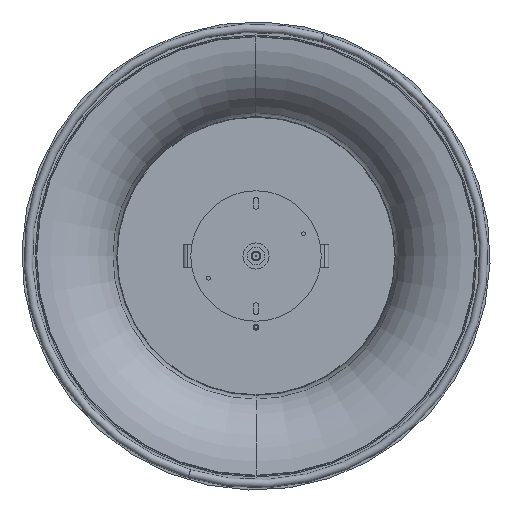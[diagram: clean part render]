
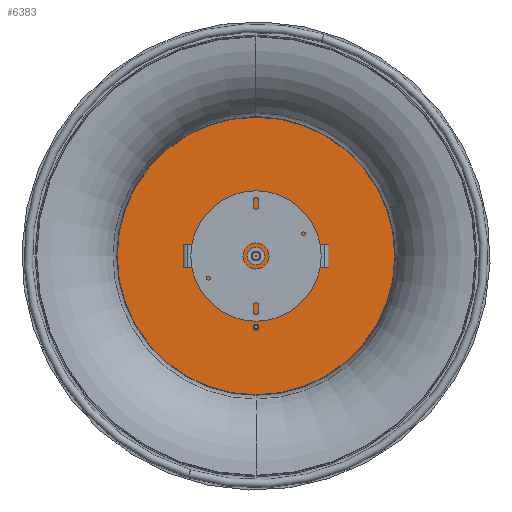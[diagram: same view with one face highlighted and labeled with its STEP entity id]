
A CAD part, front view. The second image highlights one B-rep face of the part: STEP entity #6383.
In plain terms, the highlighted face is planar.
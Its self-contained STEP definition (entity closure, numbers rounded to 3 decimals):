
#79 = EDGE_LOOP ( 'NONE', ( #1365, #7203 ) ) ;
#97 = VERTEX_POINT ( 'NONE', #1274 ) ;
#179 = EDGE_CURVE ( 'NONE', #6108, #7883, #5742, .T. ) ;
#197 = CARTESIAN_POINT ( 'NONE',  ( 0., 1., -18.1 ) ) ;
#310 = DIRECTION ( 'NONE',  ( 0., -1., 0. ) ) ;
#336 = ORIENTED_EDGE ( 'NONE', *, *, #10605, .F. ) ;
#375 = ORIENTED_EDGE ( 'NONE', *, *, #7996, .F. ) ;
#402 = EDGE_CURVE ( 'NONE', #634, #4963, #10503, .T. ) ;
#534 = ORIENTED_EDGE ( 'NONE', *, *, #7375, .F. ) ;
#634 = VERTEX_POINT ( 'NONE', #1483 ) ;
#635 = CARTESIAN_POINT ( 'NONE',  ( 0., 1., 117.077 ) ) ;
#867 = EDGE_CURVE ( 'NONE', #8519, #4742, #9596, .T. ) ;
#1184 = CARTESIAN_POINT ( 'NONE',  ( 0., 1., -7.5 ) ) ;
#1274 = CARTESIAN_POINT ( 'NONE',  ( 0., 1., -117.077 ) ) ;
#1359 = DIRECTION ( 'NONE',  ( 0., 0., 1. ) ) ;
#1365 = ORIENTED_EDGE ( 'NONE', *, *, #8135, .F. ) ;
#1382 = CARTESIAN_POINT ( 'NONE',  ( 0., 1., -16. ) ) ;
#1417 = CIRCLE ( 'NONE', #7819, 7.5 ) ;
#1483 = CARTESIAN_POINT ( 'NONE',  ( 13.856, 1., 10.1 ) ) ;
#1775 = EDGE_CURVE ( 'NONE', #4742, #8519, #7801, .T. ) ;
#1789 = VERTEX_POINT ( 'NONE', #4134 ) ;
#1821 = AXIS2_PLACEMENT_3D ( 'NONE', #10269, #6786, #4070 ) ;
#2003 = ORIENTED_EDGE ( 'NONE', *, *, #4659, .F. ) ;
#2096 = EDGE_LOOP ( 'NONE', ( #2825, #3270 ) ) ;
#2113 = CARTESIAN_POINT ( 'NONE',  ( -13.856, 1., 5.9 ) ) ;
#2201 = CARTESIAN_POINT ( 'NONE',  ( 0., 1., 0. ) ) ;
#2215 = CARTESIAN_POINT ( 'NONE',  ( 13.856, 1., 8. ) ) ;
#2221 = DIRECTION ( 'NONE',  ( 0., 0., 1. ) ) ;
#2489 = CIRCLE ( 'NONE', #8900, 2.5 ) ;
#2650 = CARTESIAN_POINT ( 'NONE',  ( 26.5, 1., 2.5 ) ) ;
#2804 = CARTESIAN_POINT ( 'NONE',  ( 0., 1., 7.5 ) ) ;
#2825 = ORIENTED_EDGE ( 'NONE', *, *, #867, .F. ) ;
#2837 = AXIS2_PLACEMENT_3D ( 'NONE', #10439, #4940, #5161 ) ;
#2916 = CARTESIAN_POINT ( 'NONE',  ( 0., 1., 0. ) ) ;
#2926 = VERTEX_POINT ( 'NONE', #2804 ) ;
#2977 = CARTESIAN_POINT ( 'NONE',  ( -26.5, 1., 2.5 ) ) ;
#3226 = VERTEX_POINT ( 'NONE', #4489 ) ;
#3249 = DIRECTION ( 'NONE',  ( 0., -1., 0. ) ) ;
#3270 = ORIENTED_EDGE ( 'NONE', *, *, #1775, .F. ) ;
#3324 = DIRECTION ( 'NONE',  ( 0., 1., 0. ) ) ;
#3369 = EDGE_CURVE ( 'NONE', #6091, #1789, #2489, .T. ) ;
#3456 = VERTEX_POINT ( 'NONE', #1184 ) ;
#3473 = FACE_BOUND ( 'NONE', #5452, .T. ) ;
#3628 = VERTEX_POINT ( 'NONE', #2650 ) ;
#4070 = DIRECTION ( 'NONE',  ( 0., 0., -1. ) ) ;
#4134 = CARTESIAN_POINT ( 'NONE',  ( -26.5, 1., -2.5 ) ) ;
#4183 = ORIENTED_EDGE ( 'NONE', *, *, #10722, .F. ) ;
#4260 = EDGE_LOOP ( 'NONE', ( #2003, #534 ) ) ;
#4286 = CARTESIAN_POINT ( 'NONE',  ( 0., 1., -16. ) ) ;
#4489 = CARTESIAN_POINT ( 'NONE',  ( 26.5, 1., -2.5 ) ) ;
#4490 = DIRECTION ( 'NONE',  ( 0., 0., -1. ) ) ;
#4646 = AXIS2_PLACEMENT_3D ( 'NONE', #4710, #9191, #9076 ) ;
#4659 = EDGE_CURVE ( 'NONE', #2926, #3456, #1417, .T. ) ;
#4710 = CARTESIAN_POINT ( 'NONE',  ( -13.856, 1., 8. ) ) ;
#4742 = VERTEX_POINT ( 'NONE', #2113 ) ;
#4796 = AXIS2_PLACEMENT_3D ( 'NONE', #7843, #7206, #4490 ) ;
#4940 = DIRECTION ( 'NONE',  ( 0., 1., 0. ) ) ;
#4963 = VERTEX_POINT ( 'NONE', #9356 ) ;
#5054 = EDGE_LOOP ( 'NONE', ( #5557, #336 ) ) ;
#5161 = DIRECTION ( 'NONE',  ( 0., 0., 1. ) ) ;
#5187 = FACE_BOUND ( 'NONE', #9378, .T. ) ;
#5252 = DIRECTION ( 'NONE',  ( 0., 1., 0. ) ) ;
#5280 = EDGE_CURVE ( 'NONE', #1789, #6091, #9309, .T. ) ;
#5452 = EDGE_LOOP ( 'NONE', ( #9207, #10511 ) ) ;
#5557 = ORIENTED_EDGE ( 'NONE', *, *, #402, .F. ) ;
#5688 = DIRECTION ( 'NONE',  ( 0., 0., 1. ) ) ;
#5742 = CIRCLE ( 'NONE', #10864, 2.1 ) ;
#5851 = DIRECTION ( 'NONE',  ( 0., 0., 1. ) ) ;
#5890 = FACE_BOUND ( 'NONE', #2096, .T. ) ;
#6008 = FACE_BOUND ( 'NONE', #9123, .T. ) ;
#6017 = DIRECTION ( 'NONE',  ( 0., 0., 1. ) ) ;
#6091 = VERTEX_POINT ( 'NONE', #2977 ) ;
#6108 = VERTEX_POINT ( 'NONE', #197 ) ;
#6117 = FACE_BOUND ( 'NONE', #5054, .T. ) ;
#6184 = CIRCLE ( 'NONE', #7672, 2.1 ) ;
#6378 = DIRECTION ( 'NONE',  ( 0., 0., -1. ) ) ;
#6383 = ADVANCED_FACE ( 'NONE', ( #6008, #5187, #3473, #6117, #5890, #11207, #9509 ), #10255, .F. ) ;
#6673 = AXIS2_PLACEMENT_3D ( 'NONE', #2215, #10189, #8251 ) ;
#6786 = DIRECTION ( 'NONE',  ( 0., 1., 0. ) ) ;
#7203 = ORIENTED_EDGE ( 'NONE', *, *, #8739, .F. ) ;
#7206 = DIRECTION ( 'NONE',  ( 0., 1., 0. ) ) ;
#7224 = DIRECTION ( 'NONE',  ( 0., 0., 1. ) ) ;
#7299 = CARTESIAN_POINT ( 'NONE',  ( 13.856, 1., 8. ) ) ;
#7375 = EDGE_CURVE ( 'NONE', #3456, #2926, #8478, .T. ) ;
#7427 = EDGE_CURVE ( 'NONE', #7883, #6108, #9007, .T. ) ;
#7573 = CARTESIAN_POINT ( 'NONE',  ( -26.5, 1., 0. ) ) ;
#7672 = AXIS2_PLACEMENT_3D ( 'NONE', #7299, #3324, #5851 ) ;
#7739 = AXIS2_PLACEMENT_3D ( 'NONE', #1382, #8260, #10821 ) ;
#7801 = CIRCLE ( 'NONE', #2837, 2.1 ) ;
#7819 = AXIS2_PLACEMENT_3D ( 'NONE', #8351, #9940, #1359 ) ;
#7843 = CARTESIAN_POINT ( 'NONE',  ( 26.5, 1., 0. ) ) ;
#7883 = VERTEX_POINT ( 'NONE', #9503 ) ;
#7996 = EDGE_CURVE ( 'NONE', #3628, #3226, #11200, .T. ) ;
#8093 = ORIENTED_EDGE ( 'NONE', *, *, #3369, .F. ) ;
#8114 = CIRCLE ( 'NONE', #11208, 117.077 ) ;
#8135 = EDGE_CURVE ( 'NONE', #97, #9713, #8114, .T. ) ;
#8174 = CARTESIAN_POINT ( 'NONE',  ( -26.5, 1., 0. ) ) ;
#8251 = DIRECTION ( 'NONE',  ( 0., 0., 1. ) ) ;
#8260 = DIRECTION ( 'NONE',  ( 0., 1., 0. ) ) ;
#8351 = CARTESIAN_POINT ( 'NONE',  ( 0., 1., 0. ) ) ;
#8412 = DIRECTION ( 'NONE',  ( 0., 1., 0. ) ) ;
#8478 = CIRCLE ( 'NONE', #8657, 7.5 ) ;
#8519 = VERTEX_POINT ( 'NONE', #9350 ) ;
#8547 = DIRECTION ( 'NONE',  ( 0., 0., -1. ) ) ;
#8637 = ORIENTED_EDGE ( 'NONE', *, *, #5280, .F. ) ;
#8657 = AXIS2_PLACEMENT_3D ( 'NONE', #2916, #10764, #7224 ) ;
#8739 = EDGE_CURVE ( 'NONE', #9713, #97, #10268, .T. ) ;
#8900 = AXIS2_PLACEMENT_3D ( 'NONE', #8174, #8412, #5688 ) ;
#8980 = DIRECTION ( 'NONE',  ( 0., -1., 0. ) ) ;
#9007 = CIRCLE ( 'NONE', #7739, 2.1 ) ;
#9071 = CARTESIAN_POINT ( 'NONE',  ( 0., 1., 0. ) ) ;
#9076 = DIRECTION ( 'NONE',  ( 0., 0., 1. ) ) ;
#9123 = EDGE_LOOP ( 'NONE', ( #8093, #8637 ) ) ;
#9191 = DIRECTION ( 'NONE',  ( 0., 1., 0. ) ) ;
#9207 = ORIENTED_EDGE ( 'NONE', *, *, #7427, .F. ) ;
#9309 = CIRCLE ( 'NONE', #10752, 2.5 ) ;
#9350 = CARTESIAN_POINT ( 'NONE',  ( -13.856, 1., 10.1 ) ) ;
#9356 = CARTESIAN_POINT ( 'NONE',  ( 13.856, 1., 5.9 ) ) ;
#9378 = EDGE_LOOP ( 'NONE', ( #375, #4183 ) ) ;
#9503 = CARTESIAN_POINT ( 'NONE',  ( 0., 1., -13.9 ) ) ;
#9509 = FACE_OUTER_BOUND ( 'NONE', #79, .T. ) ;
#9596 = CIRCLE ( 'NONE', #4646, 2.1 ) ;
#9713 = VERTEX_POINT ( 'NONE', #635 ) ;
#9940 = DIRECTION ( 'NONE',  ( 0., 1., 0. ) ) ;
#10018 = DIRECTION ( 'NONE',  ( 0., 1., 0. ) ) ;
#10041 = CIRCLE ( 'NONE', #1821, 2.5 ) ;
#10189 = DIRECTION ( 'NONE',  ( 0., 1., 0. ) ) ;
#10255 = PLANE ( 'NONE',  #10743 ) ;
#10268 = CIRCLE ( 'NONE', #11165, 117.077 ) ;
#10269 = CARTESIAN_POINT ( 'NONE',  ( 26.5, 1., 0. ) ) ;
#10439 = CARTESIAN_POINT ( 'NONE',  ( -13.856, 1., 8. ) ) ;
#10503 = CIRCLE ( 'NONE', #6673, 2.1 ) ;
#10511 = ORIENTED_EDGE ( 'NONE', *, *, #179, .F. ) ;
#10605 = EDGE_CURVE ( 'NONE', #4963, #634, #6184, .T. ) ;
#10722 = EDGE_CURVE ( 'NONE', #3226, #3628, #10041, .T. ) ;
#10743 = AXIS2_PLACEMENT_3D ( 'NONE', #11098, #3249, #8547 ) ;
#10752 = AXIS2_PLACEMENT_3D ( 'NONE', #7573, #10018, #2221 ) ;
#10764 = DIRECTION ( 'NONE',  ( 0., 1., 0. ) ) ;
#10821 = DIRECTION ( 'NONE',  ( 0., 0., 1. ) ) ;
#10864 = AXIS2_PLACEMENT_3D ( 'NONE', #4286, #5252, #6017 ) ;
#10907 = DIRECTION ( 'NONE',  ( 0., 0., -1. ) ) ;
#11098 = CARTESIAN_POINT ( 'NONE',  ( 0., 1., 0. ) ) ;
#11165 = AXIS2_PLACEMENT_3D ( 'NONE', #9071, #310, #6378 ) ;
#11200 = CIRCLE ( 'NONE', #4796, 2.5 ) ;
#11207 = FACE_BOUND ( 'NONE', #4260, .T. ) ;
#11208 = AXIS2_PLACEMENT_3D ( 'NONE', #2201, #8980, #10907 ) ;
